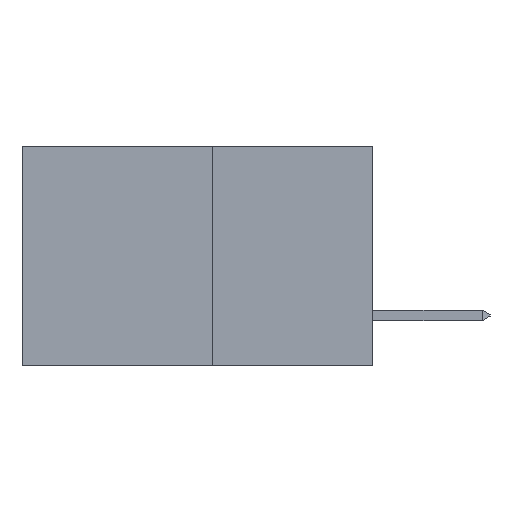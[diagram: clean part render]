
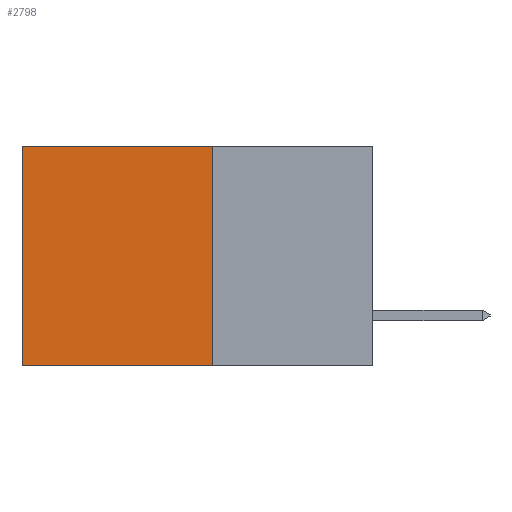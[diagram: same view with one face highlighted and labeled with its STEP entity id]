
A CAD part, left-side view. The second image highlights one B-rep face of the part: STEP entity #2798.
In plain terms, the highlighted planar face has unit normal (-1, 0, 0).
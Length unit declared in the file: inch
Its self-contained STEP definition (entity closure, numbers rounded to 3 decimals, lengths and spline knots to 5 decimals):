
#90 = CARTESIAN_POINT ( 'NONE',  ( 0.277, 0.59, -0.37 ) ) ;
#312 = LINE ( 'NONE', #2342, #3581 ) ;
#518 = DIRECTION ( 'NONE',  ( 0., 0., -1. ) ) ;
#884 = ORIENTED_EDGE ( 'NONE', *, *, #2777, .T. ) ;
#907 = DIRECTION ( 'NONE',  ( 1., 0., 0. ) ) ;
#998 = PLANE ( 'NONE',  #6294 ) ;
#1110 = VECTOR ( 'NONE', #5522, 39.37008 ) ;
#1410 = LINE ( 'NONE', #5613, #2834 ) ;
#1553 = VERTEX_POINT ( 'NONE', #90 ) ;
#2342 = CARTESIAN_POINT ( 'NONE',  ( 0.277, 0.27, -0.37 ) ) ;
#2372 = DIRECTION ( 'NONE',  ( 0., 1., 0. ) ) ;
#2421 = VERTEX_POINT ( 'NONE', #2950 ) ;
#2458 = EDGE_CURVE ( 'NONE', #2421, #1553, #312, .T. ) ;
#2542 = EDGE_CURVE ( 'NONE', #7681, #1553, #1410, .T. ) ;
#2731 = LINE ( 'NONE', #3149, #1110 ) ;
#2777 = EDGE_CURVE ( 'NONE', #3724, #7681, #2731, .T. ) ;
#2798 = ADVANCED_FACE ( 'NONE', ( #5753 ), #998, .F. ) ;
#2834 = VECTOR ( 'NONE', #518, 39.37008 ) ;
#2950 = CARTESIAN_POINT ( 'NONE',  ( 0.277, 0.27, -0.37 ) ) ;
#3149 = CARTESIAN_POINT ( 'NONE',  ( 0.277, 0.27, 0. ) ) ;
#3214 = EDGE_CURVE ( 'NONE', #3724, #2421, #4330, .T. ) ;
#3486 = ORIENTED_EDGE ( 'NONE', *, *, #2458, .F. ) ;
#3581 = VECTOR ( 'NONE', #2372, 39.37008 ) ;
#3724 = VERTEX_POINT ( 'NONE', #5315 ) ;
#4009 = ORIENTED_EDGE ( 'NONE', *, *, #2542, .T. ) ;
#4330 = LINE ( 'NONE', #5189, #7494 ) ;
#4735 = EDGE_LOOP ( 'NONE', ( #4009, #3486, #5770, #884 ) ) ;
#4854 = DIRECTION ( 'NONE',  ( 0., 0., -1. ) ) ;
#5189 = CARTESIAN_POINT ( 'NONE',  ( 0.277, 0.27, -0.37 ) ) ;
#5315 = CARTESIAN_POINT ( 'NONE',  ( 0.277, 0.27, 0. ) ) ;
#5522 = DIRECTION ( 'NONE',  ( 0., 1., 0. ) ) ;
#5613 = CARTESIAN_POINT ( 'NONE',  ( 0.277, 0.59, -0.37 ) ) ;
#5753 = FACE_OUTER_BOUND ( 'NONE', #4735, .T. ) ;
#5770 = ORIENTED_EDGE ( 'NONE', *, *, #3214, .F. ) ;
#6294 = AXIS2_PLACEMENT_3D ( 'NONE', #7360, #907, #4854 ) ;
#6571 = DIRECTION ( 'NONE',  ( 0., 0., -1. ) ) ;
#7360 = CARTESIAN_POINT ( 'NONE',  ( 0.277, 0.27, -0.37 ) ) ;
#7457 = CARTESIAN_POINT ( 'NONE',  ( 0.277, 0.59, 0. ) ) ;
#7494 = VECTOR ( 'NONE', #6571, 39.37008 ) ;
#7681 = VERTEX_POINT ( 'NONE', #7457 ) ;
